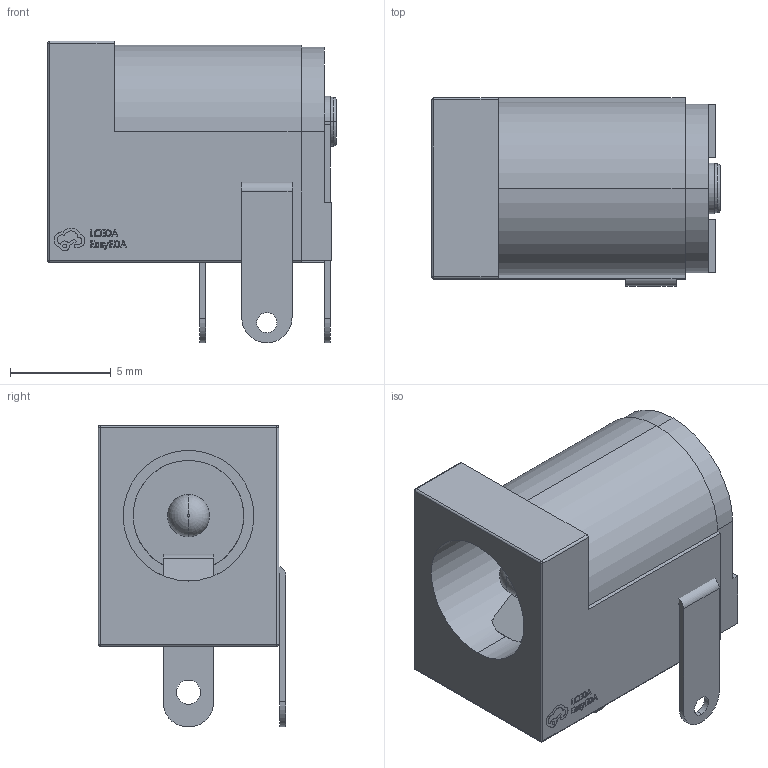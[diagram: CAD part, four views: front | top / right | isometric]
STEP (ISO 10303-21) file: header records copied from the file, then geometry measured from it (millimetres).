
FILE_DESCRIPTION (( 'STEP AP214' ), '1' );
FILE_NAME ('DC-IN-TH_XDJK-0051-025.STEP', '2024-05-21T13:41:45', ( '' ), ( '' ), 'SwSTEP 2.0', 'SolidWorks 2020', '' );
FILE_SCHEMA (( 'AUTOMOTIVE_DESIGN' ));
Length unit declared in the file: millimetre
Products named in the file (1): DC-IN-TH_XDJK-0051-025
Bounding box: 14.35 x 9.35 x 15 mm (x, y, z)
Volume: 1007.2 mm3; surface area: 1199 mm2
Topology: 3 solids, 3 shells, 330 faces, 893 edges, 586 vertices
Faces by surface type: plane 177, bspline 98, cylinder 45, torus 6, sphere 4
Entity records: 14531 total; most frequent: CARTESIAN_POINT 3170, ORIENTED_EDGE 1778, DIRECTION 1243, EDGE_CURVE 889, VERTEX_POINT 586, VECTOR 573, LINE 573, EDGE_LOOP 361
